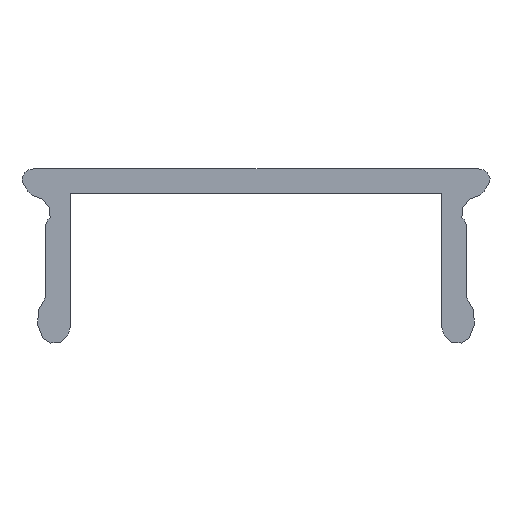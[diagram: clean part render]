
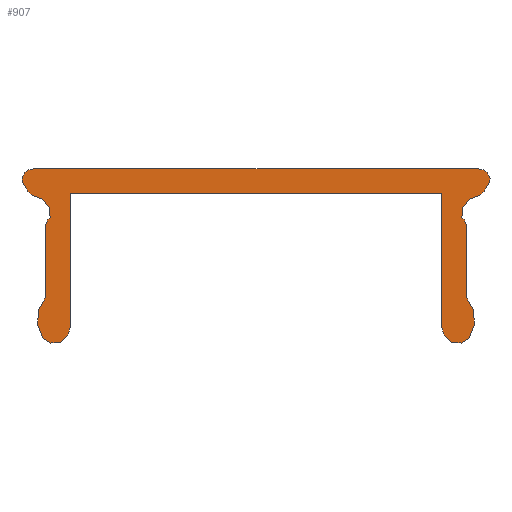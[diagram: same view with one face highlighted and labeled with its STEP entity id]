
A CAD part, front view. The second image highlights one B-rep face of the part: STEP entity #907.
In plain terms, the highlighted planar face has unit normal (0, -1, 0).
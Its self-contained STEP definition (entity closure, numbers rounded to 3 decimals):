
#73=CARTESIAN_POINT('',(3.55,0.0,-2.723));
#74=VERTEX_POINT('',#73);
#75=CARTESIAN_POINT('',(3.55,0.0,0.));
#76=VERTEX_POINT('',#75);
#77=CARTESIAN_POINT('',(3.55,0.0,-2.723));
#78=DIRECTION('',(0.0,0.0,1.0));
#79=VECTOR('',#78,2.723);
#80=LINE('',#77,#79);
#81=EDGE_CURVE('',#74,#76,#80,.T.);
#113=CARTESIAN_POINT('',(3.606,0.0,-2.904));
#114=VERTEX_POINT('',#113);
#115=CARTESIAN_POINT('',(3.957,0.0,-2.696));
#116=DIRECTION('',(0.0,1.0,0.0));
#117=DIRECTION('',(-0.86,0.0,-0.51));
#118=AXIS2_PLACEMENT_3D('',#115,#116,#117);
#119=CIRCLE('',#118,0.407);
#120=EDGE_CURVE('',#114,#74,#119,.T.);
#146=CARTESIAN_POINT('',(4.116,0.0,-2.956));
#147=VERTEX_POINT('',#146);
#148=CARTESIAN_POINT('',(3.877,0.0,-2.767));
#149=DIRECTION('',(0.0,1.0,0.0));
#150=DIRECTION('',(0.783,0.0,-0.622));
#151=AXIS2_PLACEMENT_3D('',#148,#149,#150);
#152=CIRCLE('',#151,0.304);
#153=EDGE_CURVE('',#147,#114,#152,.T.);
#179=CARTESIAN_POINT('',(4.05,0.0,-2.117));
#180=VERTEX_POINT('',#179);
#181=CARTESIAN_POINT('',(3.525,0.0,-2.58));
#182=DIRECTION('',(0.0,1.0,0.0));
#183=DIRECTION('',(0.75,0.0,0.662));
#184=AXIS2_PLACEMENT_3D('',#181,#182,#183);
#185=CIRCLE('',#184,0.7);
#186=EDGE_CURVE('',#180,#147,#185,.T.);
#212=CARTESIAN_POINT('',(4.05,0.0,-0.661));
#213=VERTEX_POINT('',#212);
#214=CARTESIAN_POINT('',(4.05,0.0,-0.661));
#215=DIRECTION('',(0.0,0.0,-1.0));
#216=VECTOR('',#215,1.456);
#217=LINE('',#214,#216);
#218=EDGE_CURVE('',#213,#180,#217,.T.);
#243=CARTESIAN_POINT('',(3.96,0.0,-0.5));
#244=VERTEX_POINT('',#243);
#245=CARTESIAN_POINT('',(3.861,0.0,-0.661));
#246=DIRECTION('',(0.0,1.0,0.0));
#247=DIRECTION('',(0.524,0.0,0.852));
#248=AXIS2_PLACEMENT_3D('',#245,#246,#247);
#249=CIRCLE('',#248,0.189);
#250=EDGE_CURVE('',#244,#213,#249,.T.);
#276=CARTESIAN_POINT('',(4.307,0.0,-0.046));
#277=VERTEX_POINT('',#276);
#278=CARTESIAN_POINT('',(4.345,0.0,-0.434));
#279=DIRECTION('',(0.0,-1.0,0.0));
#280=DIRECTION('',(0.986,0.0,0.169));
#281=AXIS2_PLACEMENT_3D('',#278,#279,#280);
#282=CIRCLE('',#281,0.39);
#283=EDGE_CURVE('',#277,#244,#282,.T.);
#309=CARTESIAN_POINT('',(4.414,0.0,0.047));
#310=VERTEX_POINT('',#309);
#311=CARTESIAN_POINT('',(4.195,0.0,0.192));
#312=DIRECTION('',(0.0,1.0,0.0));
#313=DIRECTION('',(0.832,0.0,-0.555));
#314=AXIS2_PLACEMENT_3D('',#311,#312,#313);
#315=CIRCLE('',#314,0.263);
#316=EDGE_CURVE('',#310,#277,#315,.T.);
#342=CARTESIAN_POINT('',(4.515,0.0,0.197));
#343=VERTEX_POINT('',#342);
#344=CARTESIAN_POINT('',(4.515,0.0,0.197));
#345=DIRECTION('',(-0.555,0.0,-0.832));
#346=VECTOR('',#345,0.181);
#347=LINE('',#344,#346);
#348=EDGE_CURVE('',#343,#310,#347,.T.);
#373=CARTESIAN_POINT('',(4.53,0.0,0.347));
#374=VERTEX_POINT('',#373);
#375=CARTESIAN_POINT('',(4.307,0.0,0.294));
#376=DIRECTION('',(0.0,1.0,0.0));
#377=DIRECTION('',(0.973,0.0,0.231));
#378=AXIS2_PLACEMENT_3D('',#375,#376,#377);
#379=CIRCLE('',#378,0.229);
#380=EDGE_CURVE('',#374,#343,#379,.T.);
#406=CARTESIAN_POINT('',(4.3,0.0,0.5));
#407=VERTEX_POINT('',#406);
#408=CARTESIAN_POINT('',(4.3,0.0,0.25));
#409=DIRECTION('',(0.0,1.0,0.0));
#410=DIRECTION('',(0.0,0.0,1.0));
#411=AXIS2_PLACEMENT_3D('',#408,#409,#410);
#412=CIRCLE('',#411,0.25);
#413=EDGE_CURVE('',#407,#374,#412,.T.);
#439=CARTESIAN_POINT('',(-4.8,0.0,0.5));
#440=VERTEX_POINT('',#439);
#441=CARTESIAN_POINT('',(-4.8,0.0,0.5));
#442=DIRECTION('',(1.0,0.0,0.0));
#443=VECTOR('',#442,9.1);
#444=LINE('',#441,#443);
#445=EDGE_CURVE('',#440,#407,#444,.T.);
#470=CARTESIAN_POINT('',(-5.03,0.0,0.347));
#471=VERTEX_POINT('',#470);
#472=CARTESIAN_POINT('',(-4.8,0.0,0.25));
#473=DIRECTION('',(0.0,1.0,0.0));
#474=DIRECTION('',(-0.921,0.0,0.39));
#475=AXIS2_PLACEMENT_3D('',#472,#473,#474);
#476=CIRCLE('',#475,0.25);
#477=EDGE_CURVE('',#471,#440,#476,.T.);
#503=CARTESIAN_POINT('',(-5.015,0.0,0.197));
#504=VERTEX_POINT('',#503);
#505=CARTESIAN_POINT('',(-4.807,0.0,0.294));
#506=DIRECTION('',(0.0,1.0,0.0));
#507=DIRECTION('',(-0.906,0.0,-0.424));
#508=AXIS2_PLACEMENT_3D('',#505,#506,#507);
#509=CIRCLE('',#508,0.229);
#510=EDGE_CURVE('',#504,#471,#509,.T.);
#536=CARTESIAN_POINT('',(-4.914,0.0,0.047));
#537=VERTEX_POINT('',#536);
#538=CARTESIAN_POINT('',(-4.914,0.0,0.047));
#539=DIRECTION('',(-0.555,0.0,0.832));
#540=VECTOR('',#539,0.181);
#541=LINE('',#538,#540);
#542=EDGE_CURVE('',#537,#504,#541,.T.);
#567=CARTESIAN_POINT('',(-4.807,0.0,-0.046));
#568=VERTEX_POINT('',#567);
#569=CARTESIAN_POINT('',(-4.695,0.0,0.192));
#570=DIRECTION('',(0.0,1.0,0.0));
#571=DIRECTION('',(-0.425,0.0,-0.905));
#572=AXIS2_PLACEMENT_3D('',#569,#570,#571);
#573=CIRCLE('',#572,0.263);
#574=EDGE_CURVE('',#568,#537,#573,.T.);
#600=CARTESIAN_POINT('',(-4.46,0.0,-0.5));
#601=VERTEX_POINT('',#600);
#602=CARTESIAN_POINT('',(-4.845,0.0,-0.434));
#603=DIRECTION('',(0.0,-1.0,0.0));
#604=DIRECTION('',(-0.095,0.0,-0.995));
#605=AXIS2_PLACEMENT_3D('',#602,#603,#604);
#606=CIRCLE('',#605,0.39);
#607=EDGE_CURVE('',#601,#568,#606,.T.);
#633=CARTESIAN_POINT('',(-4.55,0.0,-0.661));
#634=VERTEX_POINT('',#633);
#635=CARTESIAN_POINT('',(-4.361,0.0,-0.661));
#636=DIRECTION('',(0.0,1.0,0.0));
#637=DIRECTION('',(-1.0,0.0,0.0));
#638=AXIS2_PLACEMENT_3D('',#635,#636,#637);
#639=CIRCLE('',#638,0.189);
#640=EDGE_CURVE('',#634,#601,#639,.T.);
#666=CARTESIAN_POINT('',(-4.55,0.0,-2.117));
#667=VERTEX_POINT('',#666);
#668=CARTESIAN_POINT('',(-4.55,0.0,-2.117));
#669=DIRECTION('',(0.0,0.0,1.0));
#670=VECTOR('',#669,1.456);
#671=LINE('',#668,#670);
#672=EDGE_CURVE('',#667,#634,#671,.T.);
#697=CARTESIAN_POINT('',(-4.616,0.0,-2.956));
#698=VERTEX_POINT('',#697);
#699=CARTESIAN_POINT('',(-4.025,0.0,-2.58));
#700=DIRECTION('',(0.0,1.0,0.0));
#701=DIRECTION('',(-0.844,0.0,-0.537));
#702=AXIS2_PLACEMENT_3D('',#699,#700,#701);
#703=CIRCLE('',#702,0.7);
#704=EDGE_CURVE('',#698,#667,#703,.T.);
#730=CARTESIAN_POINT('',(-4.106,0.0,-2.904));
#731=VERTEX_POINT('',#730);
#732=CARTESIAN_POINT('',(-4.378,0.0,-2.767));
#733=DIRECTION('',(0.0,1.0,0.0));
#734=DIRECTION('',(0.892,0.0,-0.452));
#735=AXIS2_PLACEMENT_3D('',#732,#733,#734);
#736=CIRCLE('',#735,0.304);
#737=EDGE_CURVE('',#731,#698,#736,.T.);
#763=CARTESIAN_POINT('',(-4.05,0.0,-2.723));
#764=VERTEX_POINT('',#763);
#765=CARTESIAN_POINT('',(-4.457,0.0,-2.696));
#766=DIRECTION('',(0.0,1.0,0.0));
#767=DIRECTION('',(0.998,0.0,0.065));
#768=AXIS2_PLACEMENT_3D('',#765,#766,#767);
#769=CIRCLE('',#768,0.407);
#770=EDGE_CURVE('',#764,#731,#769,.T.);
#796=CARTESIAN_POINT('',(-4.05,0.0,0.));
#797=VERTEX_POINT('',#796);
#798=CARTESIAN_POINT('',(-4.05,0.0,0.));
#799=DIRECTION('',(0.0,0.0,-1.0));
#800=VECTOR('',#799,2.723);
#801=LINE('',#798,#800);
#802=EDGE_CURVE('',#797,#764,#801,.T.);
#827=CARTESIAN_POINT('',(3.55,0.0,0.));
#828=DIRECTION('',(-1.0,0.0,0.0));
#829=VECTOR('',#828,7.6);
#830=LINE('',#827,#829);
#831=EDGE_CURVE('',#76,#797,#830,.T.);
#876=CARTESIAN_POINT('',(-0.25,0.0,-0.464));
#877=DIRECTION('',(0.0,1.0,0.0));
#878=DIRECTION('',(0.0,0.0,1.0));
#879=AXIS2_PLACEMENT_3D('',#876,#877,#878);
#880=PLANE('',#879);
#881=ORIENTED_EDGE('',*,*,#831,.F.);
#882=ORIENTED_EDGE('',*,*,#81,.F.);
#883=ORIENTED_EDGE('',*,*,#120,.F.);
#884=ORIENTED_EDGE('',*,*,#153,.F.);
#885=ORIENTED_EDGE('',*,*,#186,.F.);
#886=ORIENTED_EDGE('',*,*,#218,.F.);
#887=ORIENTED_EDGE('',*,*,#250,.F.);
#888=ORIENTED_EDGE('',*,*,#283,.F.);
#889=ORIENTED_EDGE('',*,*,#316,.F.);
#890=ORIENTED_EDGE('',*,*,#348,.F.);
#891=ORIENTED_EDGE('',*,*,#380,.F.);
#892=ORIENTED_EDGE('',*,*,#413,.F.);
#893=ORIENTED_EDGE('',*,*,#445,.F.);
#894=ORIENTED_EDGE('',*,*,#477,.F.);
#895=ORIENTED_EDGE('',*,*,#510,.F.);
#896=ORIENTED_EDGE('',*,*,#542,.F.);
#897=ORIENTED_EDGE('',*,*,#574,.F.);
#898=ORIENTED_EDGE('',*,*,#607,.F.);
#899=ORIENTED_EDGE('',*,*,#640,.F.);
#900=ORIENTED_EDGE('',*,*,#672,.F.);
#901=ORIENTED_EDGE('',*,*,#704,.F.);
#902=ORIENTED_EDGE('',*,*,#737,.F.);
#903=ORIENTED_EDGE('',*,*,#770,.F.);
#904=ORIENTED_EDGE('',*,*,#802,.F.);
#905=EDGE_LOOP('',(#881,#882,#883,#884,#885,#886,#887,#888,#889,#890,#891,#892,#893,#894,#895,#896,#897,#898,#899,#900,#901,#902,#903,#904));
#906=FACE_OUTER_BOUND('',#905,.T.);
#907=ADVANCED_FACE('',(#906),#880,.F.);
